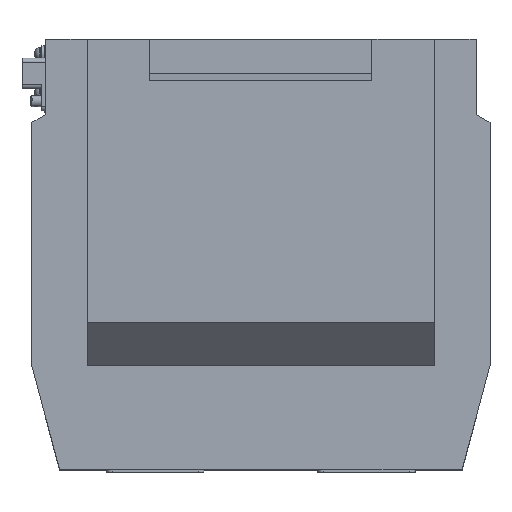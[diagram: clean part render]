
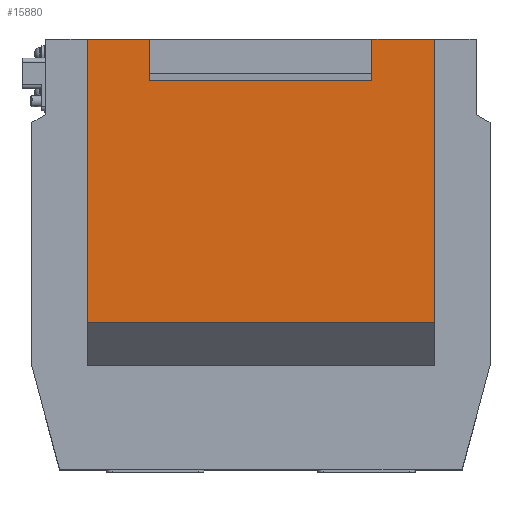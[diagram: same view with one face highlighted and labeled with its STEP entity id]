
A CAD part, top view. The second image highlights one B-rep face of the part: STEP entity #15880.
In plain terms, the highlighted planar face has unit normal (0, 0, 1).
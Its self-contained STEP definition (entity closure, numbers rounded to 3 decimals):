
#15880=ADVANCED_FACE('',(#29544),#29546,.T.);
#29544=FACE_BOUND('',#29545,.T.);
#29545=EDGE_LOOP('',(#39672,#39673,#39674,#39675,#39676,#39677,#39678,#39679));
#29546=PLANE('',#29547);
#29547=AXIS2_PLACEMENT_3D('',#29548,#29549,#29550);
#29548=CARTESIAN_POINT('',(0.,106.,90.));
#29549=DIRECTION('',(0.,-0.,1.));
#29550=DIRECTION('',(0.,1.,0.));
#39672=ORIENTED_EDGE('',*,*,#46913,.T.);
#39673=ORIENTED_EDGE('',*,*,#46914,.T.);
#39674=ORIENTED_EDGE('',*,*,#46915,.T.);
#39675=ORIENTED_EDGE('',*,*,#43964,.T.);
#39676=ORIENTED_EDGE('',*,*,#46912,.T.);
#39677=ORIENTED_EDGE('',*,*,#46916,.F.);
#39678=ORIENTED_EDGE('',*,*,#46917,.T.);
#39679=ORIENTED_EDGE('',*,*,#43968,.T.);
#43964=EDGE_CURVE('',#51152,#51150,#51153,.T.);
#43968=EDGE_CURVE('',#51160,#51158,#51161,.T.);
#46912=EDGE_CURVE('',#51150,#55610,#55612,.F.);
#46913=EDGE_CURVE('',#51158,#55613,#55614,.F.);
#46914=EDGE_CURVE('',#55613,#55615,#55616,.F.);
#46915=EDGE_CURVE('',#55615,#51152,#55617,.F.);
#46916=EDGE_CURVE('',#55618,#55610,#55619,.T.);
#46917=EDGE_CURVE('',#55618,#51160,#55620,.F.);
#51150=VERTEX_POINT('',#65407);
#51152=VERTEX_POINT('',#65411);
#51153=LINE('',#65412,#65413);
#51158=VERTEX_POINT('',#65423);
#51160=VERTEX_POINT('',#65427);
#51161=LINE('',#65428,#65429);
#55610=VERTEX_POINT('',#76738);
#55612=LINE('',#76742,#76743);
#55613=VERTEX_POINT('',#76745);
#55614=LINE('',#76746,#76747);
#55615=VERTEX_POINT('',#76749);
#55616=LINE('',#76750,#76751);
#55617=LINE('',#76753,#76754);
#55618=VERTEX_POINT('',#76756);
#55619=LINE('',#76757,#76758);
#55620=LINE('',#76760,#76761);
#65407=CARTESIAN_POINT('',(-290.,310.,90.));
#65411=CARTESIAN_POINT('',(-245.,310.,90.));
#65412=CARTESIAN_POINT('',(-245.,310.,90.));
#65413=VECTOR('',#65414,1.);
#65414=DIRECTION('',(-1.,0.,0.));
#65423=CARTESIAN_POINT('',(-85.,310.,90.));
#65427=CARTESIAN_POINT('',(-40.,310.,90.));
#65428=CARTESIAN_POINT('',(-40.,310.,90.));
#65429=VECTOR('',#65430,1.);
#65430=DIRECTION('',(-1.,0.,0.));
#76738=CARTESIAN_POINT('',(-290.,106.,90.));
#76742=CARTESIAN_POINT('',(-290.,106.,90.));
#76743=VECTOR('',#76744,1.);
#76744=DIRECTION('',(0.,1.,0.));
#76745=CARTESIAN_POINT('',(-85.,280.,90.));
#76746=CARTESIAN_POINT('',(-85.,280.,90.));
#76747=VECTOR('',#76748,1.);
#76748=DIRECTION('',(0.,1.,0.));
#76749=CARTESIAN_POINT('',(-245.,280.,90.));
#76750=CARTESIAN_POINT('',(-245.,280.,90.));
#76751=VECTOR('',#76752,1.);
#76752=DIRECTION('',(1.,0.,0.));
#76753=CARTESIAN_POINT('',(-245.,310.,90.));
#76754=VECTOR('',#76755,1.);
#76755=DIRECTION('',(0.,-1.,0.));
#76756=CARTESIAN_POINT('',(-40.,106.,90.));
#76757=CARTESIAN_POINT('',(-40.,106.,90.));
#76758=VECTOR('',#76759,1.);
#76759=DIRECTION('',(-1.,0.,0.));
#76760=CARTESIAN_POINT('',(-40.,310.,90.));
#76761=VECTOR('',#76762,1.);
#76762=DIRECTION('',(0.,-1.,0.));
